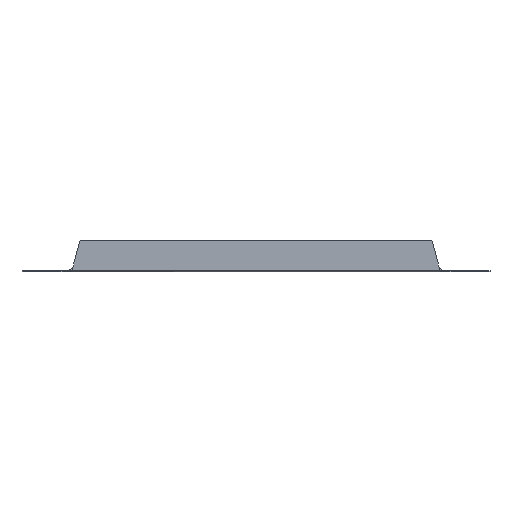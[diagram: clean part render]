
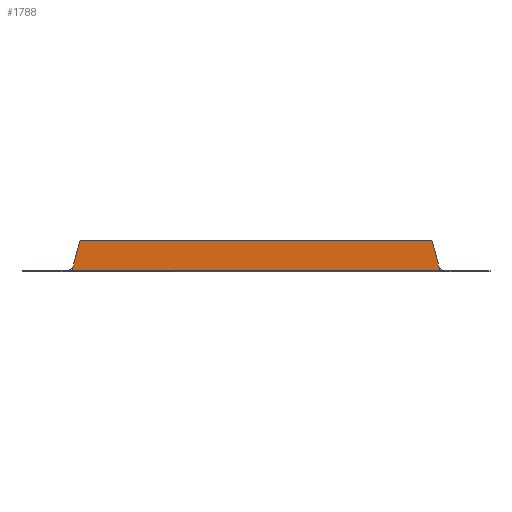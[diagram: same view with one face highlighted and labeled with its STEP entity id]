
A CAD part, front view. The second image highlights one B-rep face of the part: STEP entity #1788.
In plain terms, the highlighted planar face has unit normal (0, -1, 0).
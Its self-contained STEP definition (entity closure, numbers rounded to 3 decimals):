
#200=DIRECTION('',(-0.259,0.,-0.966));
#201=VECTOR('',#200,39.34);
#202=CARTESIAN_POINT('',(-223.746,0.,40.));
#203=LINE('',#202,#201);
#204=DIRECTION('',(-0.259,0.,0.966));
#205=VECTOR('',#204,39.34);
#206=CARTESIAN_POINT('',(233.928,0.,2.));
#207=LINE('',#206,#205);
#216=DIRECTION('',(-1.,0.,0.));
#217=VECTOR('',#216,467.857);
#218=CARTESIAN_POINT('',(233.928,0.,2.));
#219=LINE('',#218,#217);
#1127=DIRECTION('',(1.,0.,0.));
#1128=VECTOR('',#1127,447.493);
#1129=CARTESIAN_POINT('',(-223.746,0.,40.));
#1130=LINE('',#1129,#1128);
#1321=CARTESIAN_POINT('',(-223.746,0.,40.));
#1322=CARTESIAN_POINT('',(223.746,0.,40.));
#1323=VERTEX_POINT('',#1321);
#1324=VERTEX_POINT('',#1322);
#1397=CARTESIAN_POINT('',(233.928,0.,2.));
#1398=CARTESIAN_POINT('',(-233.928,0.,2.));
#1399=VERTEX_POINT('',#1397);
#1400=VERTEX_POINT('',#1398);
#1774=CARTESIAN_POINT('',(297.5,0.,40.));
#1775=DIRECTION('',(0.,1.,0.));
#1776=DIRECTION('',(0.,0.,1.));
#1777=AXIS2_PLACEMENT_3D('',#1774,#1775,#1776);
#1778=PLANE('',#1777);
#1780=ORIENTED_EDGE('',*,*,#1779,.T.);
#1782=ORIENTED_EDGE('',*,*,#1781,.F.);
#1784=ORIENTED_EDGE('',*,*,#1783,.T.);
#1785=ORIENTED_EDGE('',*,*,#1765,.F.);
#1786=EDGE_LOOP('',(#1780,#1782,#1784,#1785));
#1787=FACE_OUTER_BOUND('',#1786,.F.);
#1788=ADVANCED_FACE('',(#1787),#1778,.F.);
#1765=EDGE_CURVE('',#1399,#1324,#207,.T.);
#1779=EDGE_CURVE('',#1399,#1400,#219,.T.);
#1781=EDGE_CURVE('',#1323,#1400,#203,.T.);
#1783=EDGE_CURVE('',#1323,#1324,#1130,.T.);
